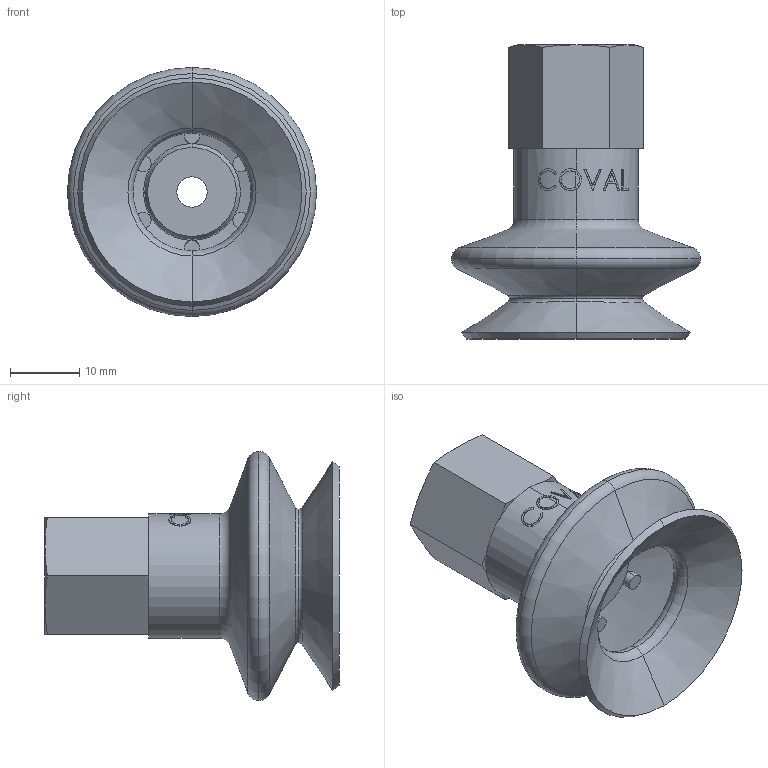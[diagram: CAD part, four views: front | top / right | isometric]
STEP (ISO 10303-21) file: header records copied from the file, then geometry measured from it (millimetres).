
FILE_DESCRIPTION(('STEP AP214'),'1');
FILE_NAME('COVAL_VSA33STNIF14.stp','2017-12-27T18:36:20',('TraceParts'),('TraceParts S.A.'),'Spatial InterOp 3D',' ',' ');
FILE_SCHEMA(('automotive_design'));
Length unit declared in the file: millimetre
Products named in the file (2): COVAL_VSA33STNIF14_1; COVAL_VSA33STNIF14_2
Bounding box: 36 x 42.5 x 36 mm (x, y, z)
Volume: 8787.4 mm3; surface area: 8879.8 mm2
Topology: 2 solids, 2 shells, 138 faces, 327 edges, 199 vertices
Faces by surface type: cylinder 33, plane 32, bspline 29, cone 26, torus 18
Entity records: 9942 total; most frequent: CARTESIAN_POINT 5888, ORIENTED_EDGE 650, DIRECTION 538, EDGE_CURVE 325, AXIS2_PLACEMENT_3D 233, VERTEX_POINT 198, EDGE_LOOP 149, STYLED_ITEM 138
